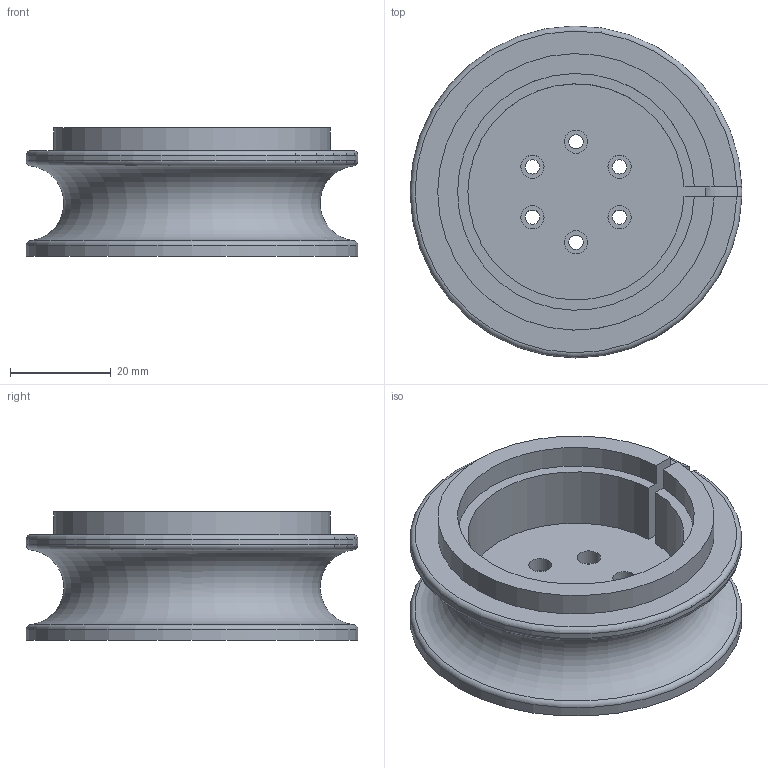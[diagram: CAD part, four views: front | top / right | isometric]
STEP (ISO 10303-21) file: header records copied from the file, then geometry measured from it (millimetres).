
FILE_DESCRIPTION(/* description */ (''),/* implementation_level */ '2;1');
FILE_NAME(/* name */ 'WRIST ROTATION PULLEY (1).step',/* time_stamp */ '2024-08-12T00:04:59-04:00',/* author */ (''),/* organization */ (''),/* preprocessor_version */ 'ST-DEVELOPER v20',/* originating_system */ 'Autodesk Translation Framework v13.14.0.145',/* authorisation */ '');
FILE_SCHEMA (('AUTOMOTIVE_DESIGN { 1 0 10303 214 3 1 1 }'));
Length unit declared in the file: millimetre
Products named in the file (1): WRIST ROTATION PULLEY
Bounding box: 66 x 66 x 25.5 mm (x, y, z)
Volume: 38579.7 mm3; surface area: 15966.8 mm2
Topology: 1 solids, 1 shells, 39 faces, 90 edges, 60 vertices
Faces by surface type: plane 18, cylinder 17, torus 4
Full cylindrical faces by diameter (mm): 2.85 x6, 4.6 x6, 66 x1
Entity records: 1239 total; most frequent: CARTESIAN_POINT 268, DIRECTION 207, ORIENTED_EDGE 180, EDGE_CURVE 90, AXIS2_PLACEMENT_3D 83, VERTEX_POINT 60, EDGE_LOOP 58, CIRCLE 43
